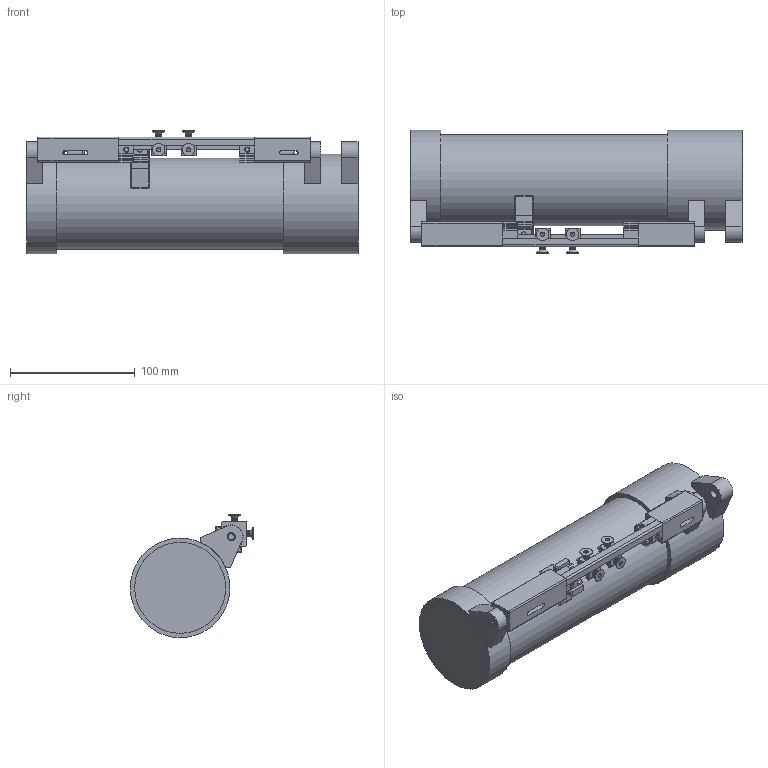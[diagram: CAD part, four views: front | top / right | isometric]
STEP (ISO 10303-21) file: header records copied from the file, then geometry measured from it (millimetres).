
FILE_DESCRIPTION(('FreeCAD Model'),'2;1');
FILE_NAME('Open CASCADE Shape Model','2024-04-11T17:56:04',(''),(''), 'Open CASCADE STEP processor 7.6','FreeCAD','Unknown');
FILE_SCHEMA(('AUTOMOTIVE_DESIGN { 1 0 10303 214 1 1 1 1 }'));
Length unit declared in the file: millimetre
Products named in the file (46): stinger_mount_v7; Stinger mount; tube; ring1; ring2; base001; ear; ear1; ear3; stinger sight mount 20x20; x-profile 20x20; lock002; mech_part004; cilinder002; M5x6-ThreadedRod; M5x6-ThreadedRod006; lock003; mech_part003 (Mirror #7)001; cilinder003 (Mirror #12); M5x6-ThreadedRod004; M5x6-ThreadedRod005; xprofile 20x20; xprofile 20x20 part (Mirror #10); fasteners 24mm; fasteners008; DIN T 5M 10x12; M5x8-Screw014; fasteners009; DIN T 5M 10x013; M5x8-Screw015; fasteners 24mm 2; fasteners010; DIN T 5M 10x014; M5x8-Screw016; fasteners011; DIN T 5M 10x015; M5x8-Screw017; sight mount bot002; mount006; fasteners 90deg ...
Assembly tree (45 placements, depth 5):
  stinger_mount_v7
    Stinger mount
      tube
      ring1
      ring2
      base001
      ear
      ear1
      ear3
    stinger sight mount 20x20
      x-profile 20x20
        lock002
          mech_part004
          cilinder002
          M5x6-ThreadedRod
          M5x6-ThreadedRod006
        lock003
          mech_part003 (Mirror #7)001
          cilinder003 (Mirror #12)
          M5x6-ThreadedRod004
          M5x6-ThreadedRod005
        xprofile 20x20
          xprofile 20x20 part (Mirror #10)
      fasteners 24mm
        fasteners008
          DIN T 5M 10x12
          M5x8-Screw014
        fasteners009
          DIN T 5M 10x013
          M5x8-Screw015
      fasteners 24mm 2
        fasteners010
          DIN T 5M 10x014
          M5x8-Screw016
        fasteners011
          DIN T 5M 10x015
          M5x8-Screw017
    sight mount bot002
      mount006
      fasteners 90deg
        fasteners012
          DIN T 5M 10x016
          M5x8-Screw018
        fasteners013
          DIN T 5M 10x017
          M5x8-Screw019
Bounding box: 266.5 x 99 x 99 mm (x, y, z)
Volume: 1263088.6 mm3; surface area: 152141.8 mm2
Topology: 28 solids, 28 shells, 762 faces, 1783 edges, 1079 vertices
Faces by surface type: plane 356, bspline 218, cylinder 136, cone 46, revolution 6
Full cylindrical faces by diameter (mm): 3 x2, 4 x2, 4.2 x10, 5 x52, 5.5 x2, 6.5 x3, 7.5 x1, 7.7 x1, 8 x2, 10 x6, 73 x4, 80 x2
Entity records: 45728 total; most frequent: CARTESIAN_POINT 29079, ORIENTED_EDGE 3536, DIRECTION 2705, EDGE_CURVE 1768, VERTEX_POINT 1066, LINE 911, VECTOR 911, AXIS2_PLACEMENT_3D 894
